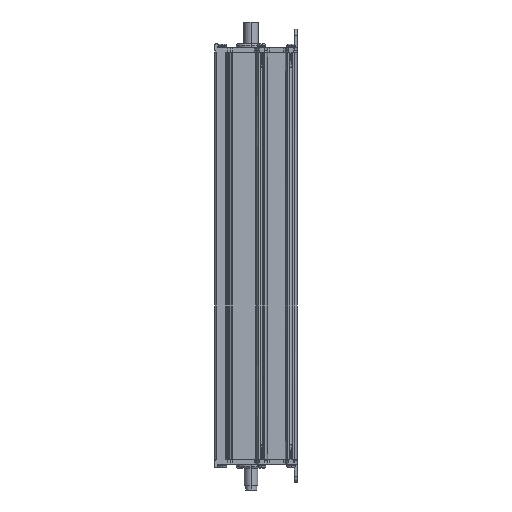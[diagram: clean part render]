
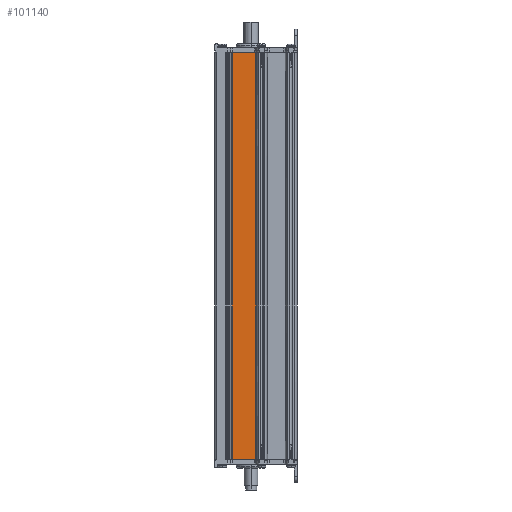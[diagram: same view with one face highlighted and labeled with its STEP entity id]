
A CAD part, left-side view. The second image highlights one B-rep face of the part: STEP entity #101140.
In plain terms, the highlighted planar face has unit normal (-1, 0, 0).
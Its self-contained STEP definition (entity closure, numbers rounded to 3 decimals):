
#65030=CARTESIAN_POINT('',(-45.3,-5.793,-154.9));
#65040=VERTEX_POINT('',#65030);
#65070=CARTESIAN_POINT('',(-45.3,0.,-154.9));
#65080=DIRECTION('',(0.,-1.,0.));
#65090=VECTOR('',#65080,1.);
#65100=LINE('',#65070,#65090);
#65110=CARTESIAN_POINT('',(-45.3,-17.9,-154.9));
#65120=VERTEX_POINT('',#65110);
#65130=EDGE_CURVE('',#65040,#65120,#65100,.T.);
#78850=CARTESIAN_POINT('',(-45.3,-17.9,52.5));
#78860=VERTEX_POINT('',#78850);
#78890=CARTESIAN_POINT('',(-45.3,0.,52.5));
#78900=DIRECTION('',(0.,-1.,0.));
#78910=VECTOR('',#78900,1.);
#78920=LINE('',#78890,#78910);
#78930=CARTESIAN_POINT('',(-45.3,-5.793,52.5));
#78940=VERTEX_POINT('',#78930);
#78950=EDGE_CURVE('',#78940,#78860,#78920,.T.);
#100870=CARTESIAN_POINT('',(-45.3,-5.793,52.5));
#100880=DIRECTION('',(0.,0.,-1.));
#100890=VECTOR('',#100880,1.);
#100900=LINE('',#100870,#100890);
#100910=EDGE_CURVE('',#78940,#65040,#100900,.T.);
#100980=CARTESIAN_POINT('',(-45.3,-17.9,-52.5));
#100990=DIRECTION('',(1.,0.,0.));
#101000=DIRECTION('',(0.,1.,0.));
#101010=AXIS2_PLACEMENT_3D('',#100980,#100990,#101000);
#101020=PLANE('',#101010);
#101030=ORIENTED_EDGE('',*,*,#78950,.F.);
#101040=CARTESIAN_POINT('',(-45.3,-17.9,-154.9));
#101050=DIRECTION('',(0.,0.,1.));
#101060=VECTOR('',#101050,1.);
#101070=LINE('',#101040,#101060);
#101080=EDGE_CURVE('',#65120,#78860,#101070,.T.);
#101090=ORIENTED_EDGE('',*,*,#101080,.T.);
#101100=ORIENTED_EDGE('',*,*,#65130,.T.);
#101110=ORIENTED_EDGE('',*,*,#100910,.T.);
#101120=EDGE_LOOP('',(#101110,#101100,#101090,#101030));
#101130=FACE_OUTER_BOUND('',#101120,.T.);
#101140=ADVANCED_FACE('',(#101130),#101020,.F.);
